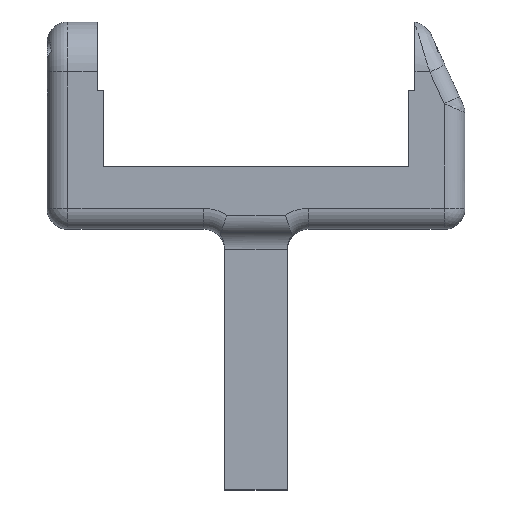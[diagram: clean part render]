
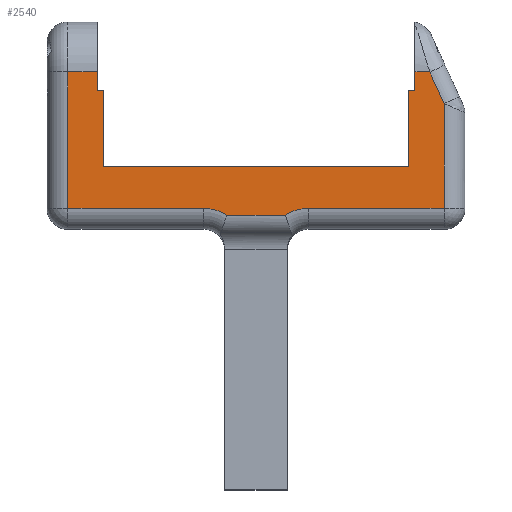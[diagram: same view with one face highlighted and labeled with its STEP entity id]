
A CAD part, top view. The second image highlights one B-rep face of the part: STEP entity #2540.
In plain terms, the highlighted face is planar.
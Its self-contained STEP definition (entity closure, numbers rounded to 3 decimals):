
#108=PLANE('',#2730);
#210=FACE_OUTER_BOUND('',#352,.T.);
#352=EDGE_LOOP('',(#1829,#1830,#1831,#1832,#1833,#1834,#1835,#1836,#1837,
#1838,#1839,#1840,#1841,#1842,#1843,#1844,#1845));
#488=LINE('',#3708,#732);
#507=LINE('',#3854,#751);
#515=LINE('',#3910,#759);
#516=LINE('',#3913,#760);
#519=LINE('',#3925,#763);
#520=LINE('',#3927,#764);
#521=LINE('',#3929,#765);
#522=LINE('',#3931,#766);
#523=LINE('',#3933,#767);
#524=LINE('',#3935,#768);
#525=LINE('',#3937,#769);
#526=LINE('',#3939,#770);
#527=LINE('',#3941,#771);
#528=LINE('',#3943,#772);
#529=LINE('',#3944,#773);
#732=VECTOR('',#2959,5.);
#751=VECTOR('',#3038,5.);
#759=VECTOR('',#3072,10.);
#760=VECTOR('',#3075,10.);
#763=VECTOR('',#3086,10.);
#764=VECTOR('',#3087,10.);
#765=VECTOR('',#3088,10.);
#766=VECTOR('',#3089,10.);
#767=VECTOR('',#3090,10.);
#768=VECTOR('',#3091,10.);
#769=VECTOR('',#3092,10.);
#770=VECTOR('',#3093,10.);
#771=VECTOR('',#3094,10.);
#772=VECTOR('',#3095,10.);
#773=VECTOR('',#3096,12.);
#983=CIRCLE('',#2686,10.);
#1001=CIRCLE('',#2718,10.);
#1070=VERTEX_POINT('',#3689);
#1076=VERTEX_POINT('',#3706);
#1080=VERTEX_POINT('',#3718);
#1101=VERTEX_POINT('',#3840);
#1104=VERTEX_POINT('',#3850);
#1109=VERTEX_POINT('',#3871);
#1113=VERTEX_POINT('',#3912);
#1118=VERTEX_POINT('',#3924);
#1119=VERTEX_POINT('',#3926);
#1120=VERTEX_POINT('',#3928);
#1121=VERTEX_POINT('',#3930);
#1122=VERTEX_POINT('',#3932);
#1123=VERTEX_POINT('',#3934);
#1124=VERTEX_POINT('',#3936);
#1125=VERTEX_POINT('',#3938);
#1126=VERTEX_POINT('',#3940);
#1127=VERTEX_POINT('',#3942);
#1325=EDGE_CURVE('',#1076,#1070,#488,.T.);
#1331=EDGE_CURVE('',#1080,#1076,#983,.T.);
#1368=EDGE_CURVE('',#1101,#1104,#507,.T.);
#1374=EDGE_CURVE('',#1104,#1109,#1001,.T.);
#1385=EDGE_CURVE('',#1109,#1080,#515,.T.);
#1386=EDGE_CURVE('',#1070,#1113,#516,.T.);
#1392=EDGE_CURVE('',#1118,#1101,#519,.T.);
#1393=EDGE_CURVE('',#1119,#1118,#520,.T.);
#1394=EDGE_CURVE('',#1119,#1120,#521,.T.);
#1395=EDGE_CURVE('',#1120,#1121,#522,.T.);
#1396=EDGE_CURVE('',#1121,#1122,#523,.T.);
#1397=EDGE_CURVE('',#1122,#1123,#524,.T.);
#1398=EDGE_CURVE('',#1123,#1124,#525,.T.);
#1399=EDGE_CURVE('',#1125,#1124,#526,.T.);
#1400=EDGE_CURVE('',#1126,#1125,#527,.T.);
#1401=EDGE_CURVE('',#1127,#1126,#528,.T.);
#1402=EDGE_CURVE('',#1113,#1127,#529,.T.);
#1829=ORIENTED_EDGE('',*,*,#1331,.F.);
#1830=ORIENTED_EDGE('',*,*,#1385,.F.);
#1831=ORIENTED_EDGE('',*,*,#1374,.F.);
#1832=ORIENTED_EDGE('',*,*,#1368,.F.);
#1833=ORIENTED_EDGE('',*,*,#1392,.F.);
#1834=ORIENTED_EDGE('',*,*,#1393,.F.);
#1835=ORIENTED_EDGE('',*,*,#1394,.T.);
#1836=ORIENTED_EDGE('',*,*,#1395,.T.);
#1837=ORIENTED_EDGE('',*,*,#1396,.T.);
#1838=ORIENTED_EDGE('',*,*,#1397,.T.);
#1839=ORIENTED_EDGE('',*,*,#1398,.T.);
#1840=ORIENTED_EDGE('',*,*,#1399,.F.);
#1841=ORIENTED_EDGE('',*,*,#1400,.F.);
#1842=ORIENTED_EDGE('',*,*,#1401,.F.);
#1843=ORIENTED_EDGE('',*,*,#1402,.F.);
#1844=ORIENTED_EDGE('',*,*,#1386,.F.);
#1845=ORIENTED_EDGE('',*,*,#1325,.F.);
#2540=ADVANCED_FACE('',(#210),#108,.F.);
#2686=AXIS2_PLACEMENT_3D('',#3729,#2969,#2970);
#2718=AXIS2_PLACEMENT_3D('',#3872,#3049,#3050);
#2730=AXIS2_PLACEMENT_3D('',#3923,#3084,#3085);
#2959=DIRECTION('',(0.,0.,1.));
#2969=DIRECTION('center_axis',(0.,-1.,0.));
#2970=DIRECTION('ref_axis',(-1.,0.,0.));
#3038=DIRECTION('',(0.,0.,1.));
#3049=DIRECTION('center_axis',(0.,-1.,0.));
#3050=DIRECTION('ref_axis',(-1.,0.,0.));
#3072=DIRECTION('',(0.,0.,1.));
#3075=DIRECTION('',(1.,0.,0.));
#3084=DIRECTION('center_axis',(0.,1.,0.));
#3085=DIRECTION('ref_axis',(0.,0.,1.));
#3086=DIRECTION('',(-1.,0.,0.));
#3087=DIRECTION('',(-0.91,0.,-0.414));
#3088=DIRECTION('',(0.,0.,1.));
#3089=DIRECTION('',(-1.,0.,0.));
#3090=DIRECTION('',(0.,0.,1.));
#3091=DIRECTION('',(-1.,0.,0.));
#3092=DIRECTION('',(0.,0.,1.));
#3093=DIRECTION('',(-1.,0.,0.));
#3094=DIRECTION('',(0.,0.,-1.));
#3095=DIRECTION('',(-1.,0.,0.));
#3096=DIRECTION('',(0.,0.,-1.));
#3689=CARTESIAN_POINT('',(32.15,-44.,65.));
#3706=CARTESIAN_POINT('',(32.15,-44.,32.4));
#3708=CARTESIAN_POINT('',(32.15,-44.,-0.003));
#3718=CARTESIAN_POINT('',(30.527,-44.,26.938));
#3729=CARTESIAN_POINT('Origin',(22.15,-44.,32.4));
#3840=CARTESIAN_POINT('',(32.15,-44.,-25.2));
#3850=CARTESIAN_POINT('',(32.15,-44.,7.4));
#3854=CARTESIAN_POINT('',(32.15,-44.,25.));
#3871=CARTESIAN_POINT('',(30.527,-44.,12.862));
#3872=CARTESIAN_POINT('Origin',(22.15,-44.,7.4));
#3910=CARTESIAN_POINT('',(30.527,-44.,12.499));
#3912=CARTESIAN_POINT('',(64.85,-44.,65.));
#3913=CARTESIAN_POINT('',(-19.675,-44.,65.));
#3923=CARTESIAN_POINT('Origin',(-64.85,-44.,25.));
#3924=CARTESIAN_POINT('',(57.283,-44.,-25.2));
#3925=CARTESIAN_POINT('',(-19.675,-44.,-25.2));
#3926=CARTESIAN_POINT('',(64.85,-44.,-21.761));
#3927=CARTESIAN_POINT('',(25.084,-44.,-39.836));
#3928=CARTESIAN_POINT('',(64.85,-44.,-18.2));
#3929=CARTESIAN_POINT('',(64.85,-44.,-25.));
#3930=CARTESIAN_POINT('',(60.35,-44.,-18.2));
#3931=CARTESIAN_POINT('',(0.,-44.,-18.2));
#3932=CARTESIAN_POINT('',(60.35,-44.,-16.7));
#3933=CARTESIAN_POINT('',(60.35,-44.,4.15));
#3934=CARTESIAN_POINT('',(42.15,-44.,-16.7));
#3935=CARTESIAN_POINT('',(42.15,-44.,-16.7));
#3936=CARTESIAN_POINT('',(42.15,-44.,56.5));
#3937=CARTESIAN_POINT('',(42.15,-44.,-16.7));
#3938=CARTESIAN_POINT('',(60.35,-44.,56.5));
#3939=CARTESIAN_POINT('',(42.15,-44.,56.5));
#3940=CARTESIAN_POINT('',(60.35,-44.,58.));
#3941=CARTESIAN_POINT('',(60.35,-44.,60.65));
#3942=CARTESIAN_POINT('',(64.85,-44.,58.));
#3943=CARTESIAN_POINT('',(0.,-44.,58.));
#3944=CARTESIAN_POINT('',(64.85,-44.,64.8));
